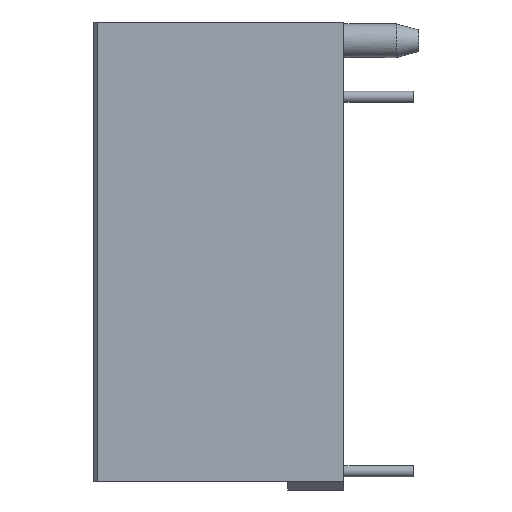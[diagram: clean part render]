
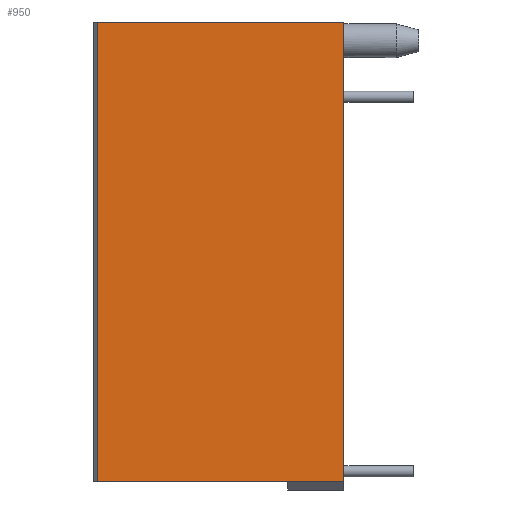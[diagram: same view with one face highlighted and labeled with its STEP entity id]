
A CAD part, left-side view. The second image highlights one B-rep face of the part: STEP entity #950.
In plain terms, the highlighted free-form (B-spline) face has degree [1, 1] with [2, 2] control points.
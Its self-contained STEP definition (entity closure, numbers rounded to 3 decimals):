
#915=CARTESIAN_POINT('F61',(-7.7,13.15,
   0.0));
#916=CARTESIAN_POINT('F61',(-7.7,0.0,0.0));
#917=CARTESIAN_POINT('F61',(-7.7,13.15,
   25.0));
#918=CARTESIAN_POINT('F61',(-7.7,0.0,25.0));
#919=B_SPLINE_SURFACE_WITH_KNOTS('F61',1,1,((#915,#917),(#916,
   #918)),.PLANE_SURF.,.F.,.F.,.U.,(2,2),(2,2),(0.0,1.0),(0.0,
   1.901),.UNSPECIFIED.);
#920=CARTESIAN_POINT('V82',(-7.7,13.15,
   0.48));
#921=VERTEX_POINT('V82',#920);
#922=CARTESIAN_POINT('V99',(-7.7,0.,
   0.48));
#923=VERTEX_POINT('V99',#922);
#924=CARTESIAN_POINT('E134',(-7.7,13.15,
   0.48));
#925=CARTESIAN_POINT('E134',(-7.7,0.,
   0.48));
#926=B_SPLINE_CURVE_WITH_KNOTS('E134',1,(#924,#925),.POLYLINE_FORM.,
   .F.,.U.,(2,2),(0.0,16.541),.UNSPECIFIED.);
#927=EDGE_CURVE('E134',#921,#923,#926,.T.);
#928=ORIENTED_EDGE('E134',*,*,#927,.T.);
#929=CARTESIAN_POINT('V124',(-7.7,0.,
   25.));
#930=VERTEX_POINT('V124',#929);
#931=CARTESIAN_POINT('E184',(-7.7,0.0,
   0.48));
#932=CARTESIAN_POINT('E184',(-7.7,0.0,25.0));
#933=QUASI_UNIFORM_CURVE('E184',1,(#931,#932),.POLYLINE_FORM.,.F.,
   .U.);
#934=EDGE_CURVE('E184',#923,#930,#933,.T.);
#935=ORIENTED_EDGE('E184',*,*,#934,.T.);
#936=CARTESIAN_POINT('V83',(-7.7,13.15,
   25.0));
#937=VERTEX_POINT('V83',#936);
#938=CARTESIAN_POINT('E185',(-7.7,0.0,25.0));
#939=CARTESIAN_POINT('E185',(-7.7,13.15,
   25.0));
#940=QUASI_UNIFORM_CURVE('E185',1,(#938,#939),.POLYLINE_FORM.,.F.,
   .U.);
#941=EDGE_CURVE('E185',#930,#937,#940,.T.);
#942=ORIENTED_EDGE('E185',*,*,#941,.T.);
#943=CARTESIAN_POINT('E111',(-7.7,13.15,
   0.48));
#944=CARTESIAN_POINT('E111',(-7.7,13.15,
   25.0));
#945=B_SPLINE_CURVE_WITH_KNOTS('E111',1,(#943,#944),.POLYLINE_FORM.,
   .F.,.U.,(2,2),(1.358,70.711),
   .UNSPECIFIED.);
#946=EDGE_CURVE('E111',#921,#937,#945,.T.);
#947=ORIENTED_EDGE('E111',*,*,#946,.F.);
#948=EDGE_LOOP('F61',(#928,#935,#942,#947));
#949=FACE_OUTER_BOUND('F61',#948,.T.);
#950=ADVANCED_FACE('F61',(#949),#919,.T.);
